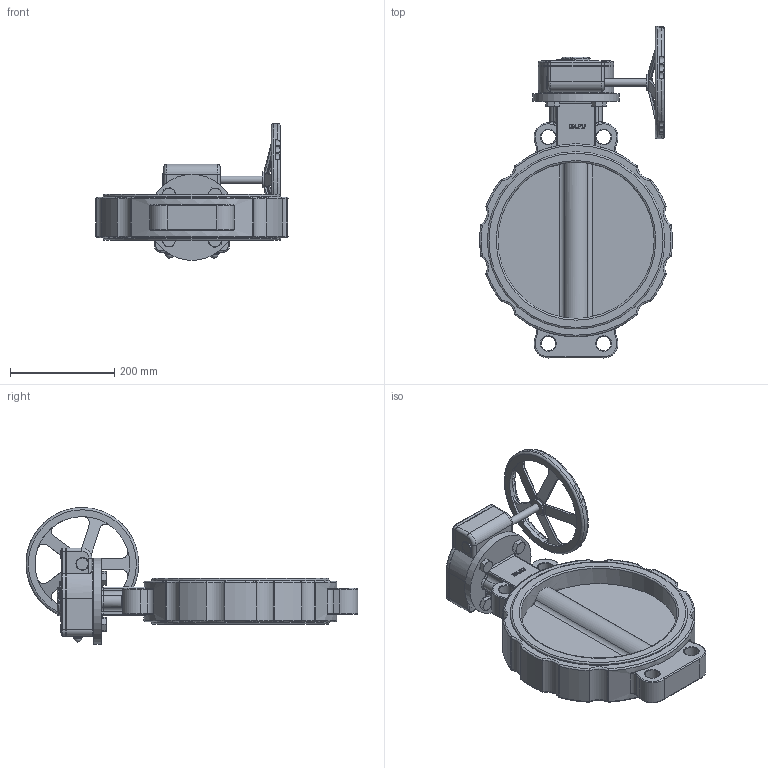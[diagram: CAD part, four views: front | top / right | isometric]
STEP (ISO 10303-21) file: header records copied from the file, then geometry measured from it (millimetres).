
FILE_DESCRIPTION(/* description */ (''),/* implementation_level */ '2;1');
FILE_NAME(/* name */ 'DN300_3D_STEP.stp',/* time_stamp */ '2025-09-24T23:04:49+03:00',/* author */ ('igorr'),/* organization */ (''),/* preprocessor_version */ 'ST-DEVELOPER v20',/* originating_system */ 'Autodesk Inventor 2025',/* authorisation */ '');
FILE_SCHEMA (('AUTOMOTIVE_DESIGN { 1 0 10303 214 3 1 1 }'));
Length unit declared in the file: millimetre
Products named in the file (7): Сборка9; Деталь1; Сборка; Деталь 2; Деталь1_1; BS 4168 - M8 x 16; AS 1110 - M16 x 25
Assembly tree (12 placements, depth 3):
  Сборка9
    Деталь1
    Сборка
      Деталь 2
      Деталь1_1
      BS 4168 - M8 x 16  x4
    AS 1110 - M16 x 25  x4
Bounding box: 369.49 x 636.51 x 262.5 mm (x, y, z)
Volume: 6806012.9 mm3; surface area: 717950.5 mm2
Topology: 12 solids, 12 shells, 1866 faces, 4401 edges, 2587 vertices
Faces by surface type: cylinder 578, plane 545, bspline 370, torus 226, sphere 85, cone 62
Full cylindrical faces by diameter (mm): 6 x6, 7.2 x2, 8 x4, 8.64 x1, 9.6 x4, 12 x4, 14.4 x1, 16 x8, 17 x4, 18 x2, 24 x5, 24.48 x1, 28 x4, 30.24 x1, 39.24 x1, 51.6 x1, 52.8 x1, 54 x1, 165 x1, 181.44 x1, 216 x1, 300 x2, 340 x2
Entity records: 65834 total; most frequent: CARTESIAN_POINT 25101, ORIENTED_EDGE 8236, DIRECTION 7861, EDGE_CURVE 4118, AXIS2_PLACEMENT_3D 3075, VERTEX_POINT 2437, EDGE_LOOP 1853, FACE_OUTER_BOUND 1755
